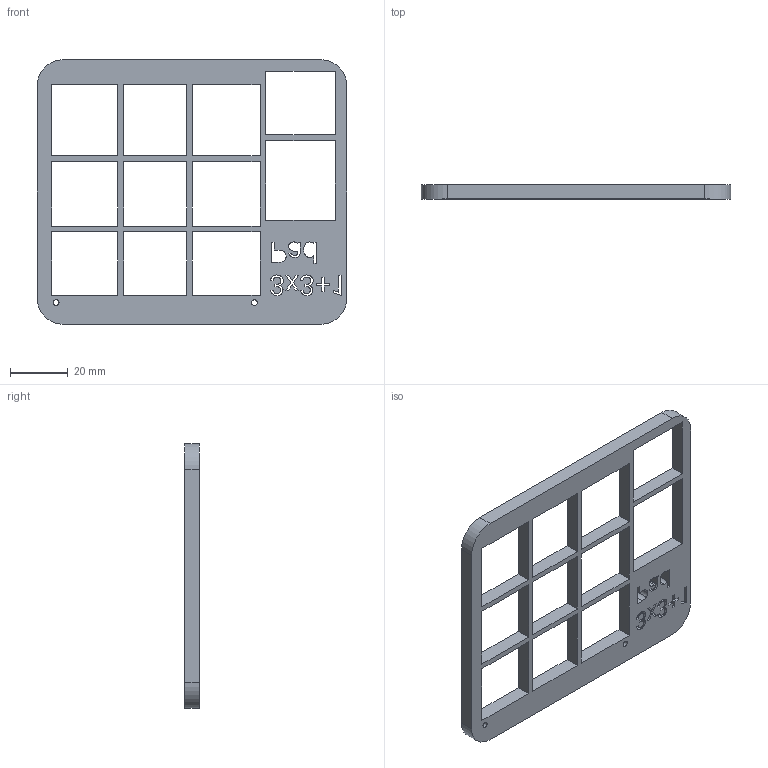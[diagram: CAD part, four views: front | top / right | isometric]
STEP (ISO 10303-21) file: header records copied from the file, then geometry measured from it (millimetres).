
FILE_DESCRIPTION(/* description */ ('STEP AP242','CAx-IF Rec.Pracs.---Representation and Presentation of Product Manufacturing Information (PMI)---4.0---2014-10-13','CAx-IF Rec.Pracs.---3D Tessellated Geometry---0.4---2014-09-14','2;1'),/* implementation_level */ '2;1');
FILE_NAME(/* name */ '6889df14a8de98703bd87d24',/* time_stamp */ '2025-07-30T09:00:06Z',/* author */ (''),/* organization */ (''),/* preprocessor_version */ 'ST-DEVELOPER v20',/* originating_system */ 'ONSHAPE BY PTC INC, 1.201',/* authorisation */ ' ');
FILE_SCHEMA (('AP242_MANAGED_MODEL_BASED_3D_ENGINEERING_MIM_LF { 1 0 10303 442 1 1 4 }'));
Length unit declared in the file: metre
Products named in the file (1): Part 493
Bounding box: 107.04 x 5 x 91.49 mm (x, y, z)
Volume: 18622 mm3; surface area: 15504.4 mm2
Topology: 1 solids, 1 shells, 186 faces, 552 edges, 368 vertices
Faces by surface type: plane 108, bspline 71, cylinder 7
Full cylindrical faces by diameter (mm): 2 x2
Entity records: 6490 total; most frequent: CARTESIAN_POINT 1886, ORIENTED_EDGE 1100, DIRECTION 654, EDGE_CURVE 550, LINE 394, VECTOR 394, VERTEX_POINT 368, EDGE_LOOP 230
